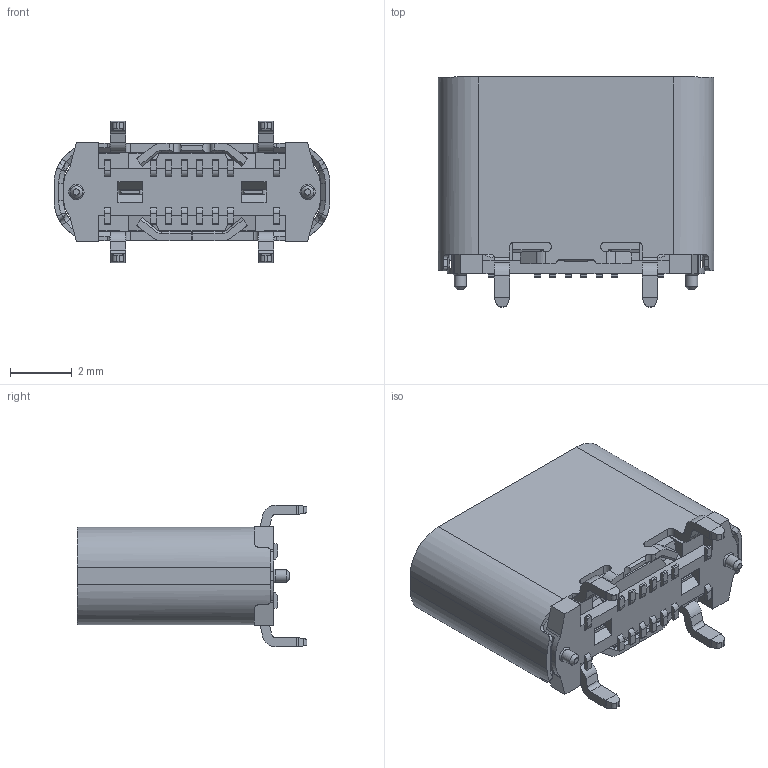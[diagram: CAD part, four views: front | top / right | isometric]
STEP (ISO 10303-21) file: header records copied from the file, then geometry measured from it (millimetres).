
FILE_DESCRIPTION(/* description */ ('STEP AP214'),/* implementation_level */ '2;1');
FILE_NAME(/* name */ 'USB4120-03-C',/* time_stamp */ '2024-03-22T07:04:44+01:00',/* author */ ('License CC BY-ND 4.0'),/* organization */ ('CADENAS'),/* preprocessor_version */ 'ST-DEVELOPER v19.3',/* originating_system */ 'PARTsolutions',/* authorisation */ ' ');
FILE_SCHEMA (('MODEL_BASED_INTEGRATED_MANUFACTURING_SCHEMA','AUTOMOTIVE_DESIGN {1 0 10303 214 3 1 1}'));
Length unit declared in the file: millimetre
Products named in the file (2): USB4120-03-C; USB4120-03-C_PART1
Assembly tree (1 placements, depth 2):
  USB4120-03-C
    USB4120-03-C_PART1
Bounding box: 8.94 x 7.45 x 4.6 mm (x, y, z)
Volume: 88 mm3; surface area: 419.8 mm2
Topology: 1 solids, 5 shells, 722 faces, 1994 edges, 1263 vertices
Faces by surface type: plane 514, cylinder 166, cone 24, bspline 12, torus 6
Full cylindrical faces by diameter (mm): 0.4 x2
Entity records: 28423 total; most frequent: CARTESIAN_POINT 4801, ORIENTED_EDGE 3954, DIRECTION 3779, EDGE_CURVE 1977, LINE 1507, VECTOR 1507, VERTEX_POINT 1258, AXIS2_PLACEMENT_3D 1136
